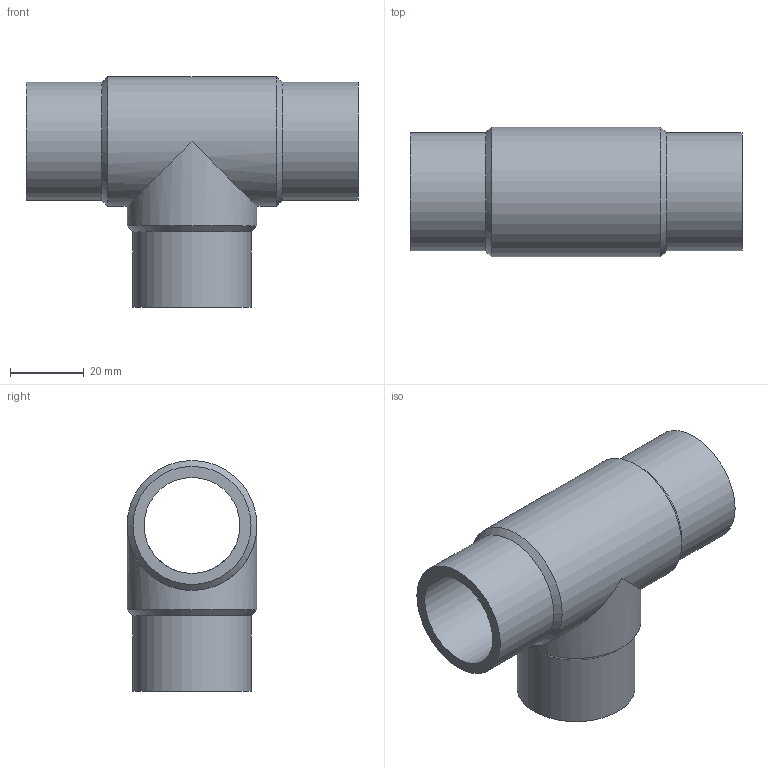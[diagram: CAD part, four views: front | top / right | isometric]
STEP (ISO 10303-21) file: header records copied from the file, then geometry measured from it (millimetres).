
FILE_DESCRIPTION(/* description */ ('PE100 Tee with short ends, Ø32, SDR11 PN16'),/* implementation_level */ '2;1');
FILE_NAME(/* name */ 'TDE11-RC-032',/* time_stamp */ '2022-04-05T16:17:54+02:00',/* author */ ('COAB Solutions'),/* organization */ ('GPA Flowsystem'),/* preprocessor_version */ 'ST-DEVELOPER v18.1',/* originating_system */ 'www.coabsolutions.com',/* authorisation */ '');
FILE_SCHEMA (('AUTOMOTIVE_DESIGN { 1 0 10303 214 3 1 1 }'));
Length unit declared in the file: millimetre
Products named in the file (1): TDE11-RC-032
Bounding box: 90 x 35.2 x 62.6 mm (x, y, z)
Volume: 40220.4 mm3; surface area: 22513.2 mm2
Topology: 1 solids, 1 shells, 13 faces, 32 edges, 20 vertices
Faces by surface type: cylinder 7, plane 3, cone 3
Full cylindrical faces by diameter (mm): 26 x2, 32 x3, 35.2 x2
Entity records: 443 total; most frequent: DIRECTION 80, CARTESIAN_POINT 66, ORIENTED_EDGE 64, AXIS2_PLACEMENT_3D 34, EDGE_CURVE 32, VERTEX_POINT 20, EDGE_LOOP 16, FACE_OUTER_BOUND 13
